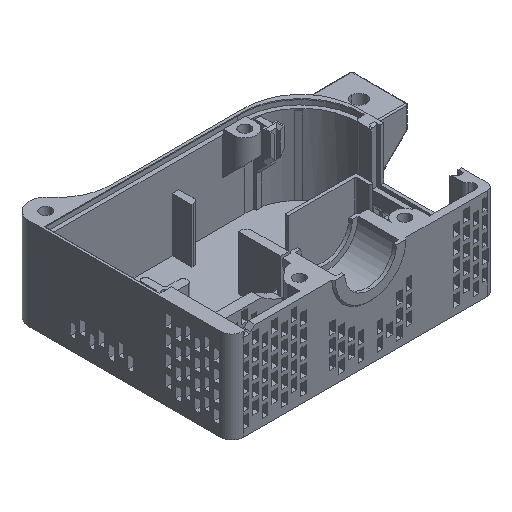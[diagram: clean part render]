
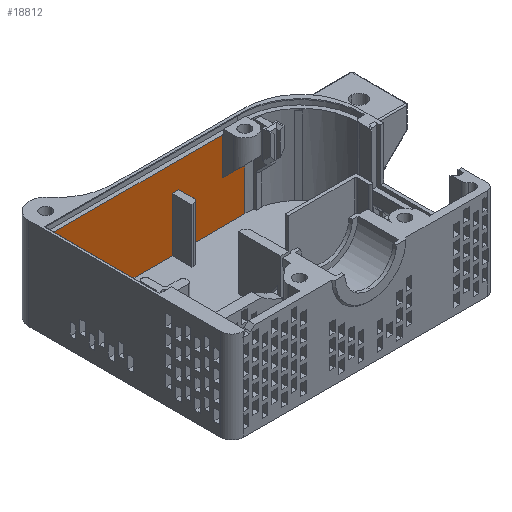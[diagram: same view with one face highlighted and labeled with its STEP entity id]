
A CAD part, isometric view. The second image highlights one B-rep face of the part: STEP entity #18812.
In plain terms, the highlighted planar face has unit normal (0, -1, 0).
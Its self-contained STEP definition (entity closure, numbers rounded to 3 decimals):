
#623 = ORIENTED_EDGE ( 'NONE', *, *, #27656, .T. ) ;
#1336 = LINE ( 'NONE', #12126, #13482 ) ;
#1662 = CARTESIAN_POINT ( 'NONE',  ( -3.8, 66., -11. ) ) ;
#2402 = CARTESIAN_POINT ( 'NONE',  ( 14., 66., -1.9 ) ) ;
#2836 = ORIENTED_EDGE ( 'NONE', *, *, #31320, .F. ) ;
#3912 = PLANE ( 'NONE',  #6419 ) ;
#4606 = VECTOR ( 'NONE', #16033, 1000. ) ;
#5062 = EDGE_CURVE ( 'NONE', #26029, #32455, #1336, .T. ) ;
#5067 = VECTOR ( 'NONE', #24713, 1000. ) ;
#5409 = DIRECTION ( 'NONE',  ( 1., 0., 0. ) ) ;
#5511 = VERTEX_POINT ( 'NONE', #1662 ) ;
#5570 = VERTEX_POINT ( 'NONE', #2402 ) ;
#5666 = CARTESIAN_POINT ( 'NONE',  ( 22., 66., -30.15 ) ) ;
#6237 = VECTOR ( 'NONE', #33657, 1000. ) ;
#6419 = AXIS2_PLACEMENT_3D ( 'NONE', #23614, #21515, #15480 ) ;
#7731 = CARTESIAN_POINT ( 'NONE',  ( -3.8, 66., 0. ) ) ;
#7929 = EDGE_CURVE ( 'NONE', #5570, #20122, #33955, .T. ) ;
#8438 = CARTESIAN_POINT ( 'NONE',  ( -46.2, 66., -30.15 ) ) ;
#8776 = VECTOR ( 'NONE', #22798, 1000. ) ;
#9503 = LINE ( 'NONE', #15362, #18008 ) ;
#9674 = DIRECTION ( 'NONE',  ( -1., 0., 0. ) ) ;
#10139 = EDGE_LOOP ( 'NONE', ( #24549, #35099, #23489, #31047, #12560, #18391, #2836, #15105, #623, #25190 ) ) ;
#10537 = LINE ( 'NONE', #33243, #4606 ) ;
#11430 = DIRECTION ( 'NONE',  ( 0., 0., -1. ) ) ;
#12021 = CARTESIAN_POINT ( 'NONE',  ( 0., 66., -11. ) ) ;
#12126 = CARTESIAN_POINT ( 'NONE',  ( 0., 66., -30.15 ) ) ;
#12560 = ORIENTED_EDGE ( 'NONE', *, *, #13153, .T. ) ;
#13153 = EDGE_CURVE ( 'NONE', #5511, #22910, #31517, .T. ) ;
#13482 = VECTOR ( 'NONE', #9674, 1000. ) ;
#14290 = VERTEX_POINT ( 'NONE', #32564 ) ;
#15041 = VECTOR ( 'NONE', #5409, 1000. ) ;
#15105 = ORIENTED_EDGE ( 'NONE', *, *, #27273, .F. ) ;
#15277 = VERTEX_POINT ( 'NONE', #28786 ) ;
#15362 = CARTESIAN_POINT ( 'NONE',  ( 0., 66., -15.15 ) ) ;
#15480 = DIRECTION ( 'NONE',  ( 0., 0., -1. ) ) ;
#15667 = LINE ( 'NONE', #32106, #23894 ) ;
#15825 = EDGE_CURVE ( 'NONE', #5511, #26029, #21914, .T. ) ;
#16033 = DIRECTION ( 'NONE',  ( 0., 0., 1. ) ) ;
#17657 = EDGE_CURVE ( 'NONE', #22910, #18794, #15667, .T. ) ;
#18008 = VECTOR ( 'NONE', #23870, 1000. ) ;
#18391 = ORIENTED_EDGE ( 'NONE', *, *, #17657, .T. ) ;
#18540 = LINE ( 'NONE', #36117, #6237 ) ;
#18794 = VERTEX_POINT ( 'NONE', #24345 ) ;
#18812 = ADVANCED_FACE ( 'NONE', ( #35694 ), #3912, .F. ) ;
#18923 = EDGE_CURVE ( 'NONE', #32455, #14290, #10537, .T. ) ;
#19558 = CARTESIAN_POINT ( 'NONE',  ( 22., 66., -15.15 ) ) ;
#20122 = VERTEX_POINT ( 'NONE', #21475 ) ;
#21475 = CARTESIAN_POINT ( 'NONE',  ( 14., 66., -15.15 ) ) ;
#21515 = DIRECTION ( 'NONE',  ( 0., 1., 0. ) ) ;
#21914 = LINE ( 'NONE', #7731, #37406 ) ;
#22798 = DIRECTION ( 'NONE',  ( 0., 0., -1. ) ) ;
#22910 = VERTEX_POINT ( 'NONE', #32842 ) ;
#23489 = ORIENTED_EDGE ( 'NONE', *, *, #5062, .F. ) ;
#23614 = CARTESIAN_POINT ( 'NONE',  ( 0., 66., 0. ) ) ;
#23870 = DIRECTION ( 'NONE',  ( -1., 0., 0. ) ) ;
#23894 = VECTOR ( 'NONE', #35505, 1000. ) ;
#24012 = VERTEX_POINT ( 'NONE', #5666 ) ;
#24345 = CARTESIAN_POINT ( 'NONE',  ( -1.4, 66., -30.15 ) ) ;
#24549 = ORIENTED_EDGE ( 'NONE', *, *, #30321, .F. ) ;
#24713 = DIRECTION ( 'NONE',  ( -1., 0., 0. ) ) ;
#25190 = ORIENTED_EDGE ( 'NONE', *, *, #7929, .F. ) ;
#25887 = VECTOR ( 'NONE', #11430, 1000. ) ;
#26029 = VERTEX_POINT ( 'NONE', #34177 ) ;
#27273 = EDGE_CURVE ( 'NONE', #15277, #24012, #28066, .T. ) ;
#27656 = EDGE_CURVE ( 'NONE', #15277, #20122, #9503, .T. ) ;
#27733 = LINE ( 'NONE', #30006, #5067 ) ;
#28066 = LINE ( 'NONE', #19558, #25887 ) ;
#28786 = CARTESIAN_POINT ( 'NONE',  ( 22., 66., -15.15 ) ) ;
#30006 = CARTESIAN_POINT ( 'NONE',  ( 0., 66., -30.15 ) ) ;
#30321 = EDGE_CURVE ( 'NONE', #14290, #5570, #18540, .T. ) ;
#31047 = ORIENTED_EDGE ( 'NONE', *, *, #15825, .F. ) ;
#31111 = CARTESIAN_POINT ( 'NONE',  ( 14., 66., 0. ) ) ;
#31320 = EDGE_CURVE ( 'NONE', #24012, #18794, #27733, .T. ) ;
#31517 = LINE ( 'NONE', #12021, #15041 ) ;
#32106 = CARTESIAN_POINT ( 'NONE',  ( -1.4, 66., 0. ) ) ;
#32455 = VERTEX_POINT ( 'NONE', #8438 ) ;
#32564 = CARTESIAN_POINT ( 'NONE',  ( -46.2, 66., -1.9 ) ) ;
#32842 = CARTESIAN_POINT ( 'NONE',  ( -1.4, 66., -11. ) ) ;
#33243 = CARTESIAN_POINT ( 'NONE',  ( -46.2, 66., 0. ) ) ;
#33657 = DIRECTION ( 'NONE',  ( 1., 0., 0. ) ) ;
#33955 = LINE ( 'NONE', #31111, #8776 ) ;
#34177 = CARTESIAN_POINT ( 'NONE',  ( -3.8, 66., -30.15 ) ) ;
#35099 = ORIENTED_EDGE ( 'NONE', *, *, #18923, .F. ) ;
#35505 = DIRECTION ( 'NONE',  ( 0., 0., -1. ) ) ;
#35694 = FACE_OUTER_BOUND ( 'NONE', #10139, .T. ) ;
#36117 = CARTESIAN_POINT ( 'NONE',  ( 0., 66., -1.9 ) ) ;
#36853 = DIRECTION ( 'NONE',  ( 0., 0., -1. ) ) ;
#37406 = VECTOR ( 'NONE', #36853, 1000. ) ;
